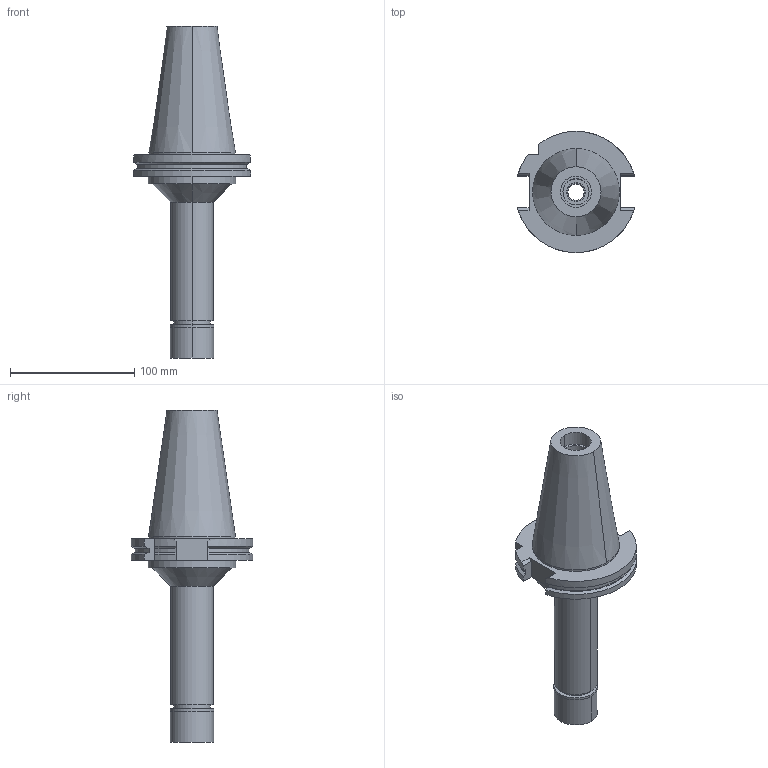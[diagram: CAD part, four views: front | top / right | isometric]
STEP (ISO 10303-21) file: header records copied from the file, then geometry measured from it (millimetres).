
FILE_DESCRIPTION((''),'2;1');
FILE_NAME('BV50MN13165-130_ASM','2018-03-12T',('ykawabe'),(''),'CREO PARAMETRIC BY PTC INC, 2016380','CREO PARAMETRIC BY PTC INC, 2016380','');
FILE_SCHEMA(('AUTOMOTIVE_DESIGN { 1 0 10303 214 1 1 1 1 }'));
Length unit declared in the file: millimetre
Products named in the file (5): BDV50-MEGA13N-165_1; NBC13-13_1; MGN13_1; DXF_TEMP_ASSY_ASM_4_ASM; BV50MN13165-130_ASM
Assembly tree (4 placements, depth 3):
  BV50MN13165-130_ASM
    DXF_TEMP_ASSY_ASM_4_ASM
      BDV50-MEGA13N-165_1
      NBC13-13_1
      MGN13_1
Bounding box: 94.05 x 97.5 x 266.75 mm (x, y, z)
Volume: 472195.6 mm3; surface area: 74389.9 mm2
Topology: 3 solids, 3 shells, 112 faces, 271 edges, 182 vertices
Faces by surface type: cylinder 51, plane 41, cone 20
Entity records: 5065 total; most frequent: DIRECTION 665, CARTESIAN_POINT 660, ORIENTED_EDGE 542, PRESENTATION_STYLE_ASSIGNMENT 279, STYLED_ITEM 279, CURVE_STYLE 276, AXIS2_PLACEMENT_3D 275, EDGE_CURVE 271
